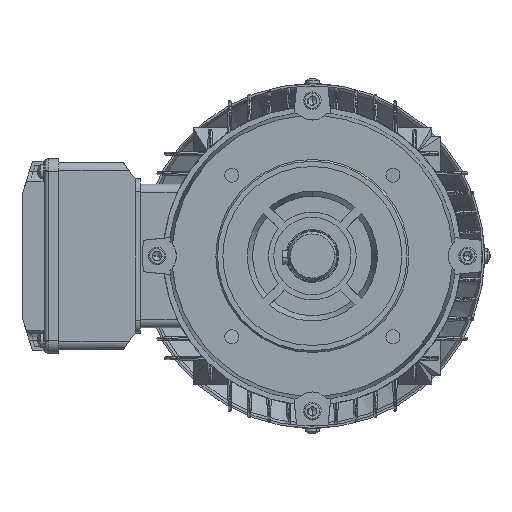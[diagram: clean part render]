
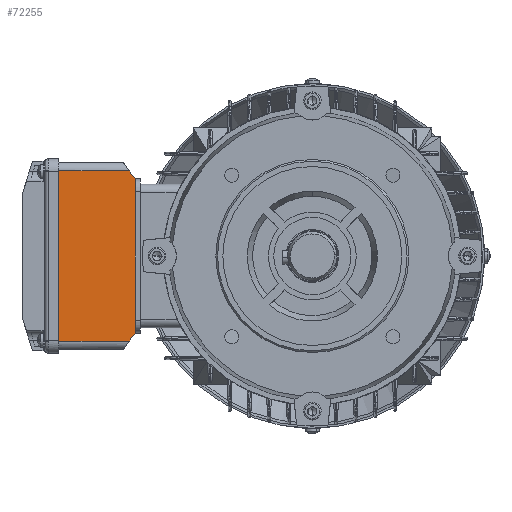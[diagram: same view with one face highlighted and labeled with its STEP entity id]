
A CAD part, left-side view. The second image highlights one B-rep face of the part: STEP entity #72255.
In plain terms, the highlighted face is planar.
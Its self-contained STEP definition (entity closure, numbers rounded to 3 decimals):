
#46542 = CARTESIAN_POINT ( 'NONE',  ( 48.5, -3.316, 68.5 ) ) ;
#46545 = DIRECTION ( 'NONE',  ( 0., 1., 0. ) ) ;
#46546 = VECTOR ( 'NONE', #46545, 1000. ) ;
#46549 = CARTESIAN_POINT ( 'NONE',  ( 48.5, -47., 68.5 ) ) ;
#46550 = LINE ( 'NONE', #46549, #46546 ) ;
#46570 = CARTESIAN_POINT ( 'NONE',  ( -48.5, -43.5, 68.5 ) ) ;
#46575 = CARTESIAN_POINT ( 'NONE',  ( 48.5, -43.5, 68.5 ) ) ;
#46576 = DIRECTION ( 'NONE',  ( -1., 0., 0. ) ) ;
#46578 = VECTOR ( 'NONE', #46576, 1000. ) ;
#46579 = CARTESIAN_POINT ( 'NONE',  ( 53.5, -43.5, 68.5 ) ) ;
#46586 = LINE ( 'NONE', #46579, #46578 ) ;
#46593 = DIRECTION ( 'NONE',  ( -1., 0., 0. ) ) ;
#46595 = DIRECTION ( 'NONE',  ( 0., 0., -1. ) ) ;
#46596 = AXIS2_PLACEMENT_3D ( 'NONE', #46602, #46595, #46593 ) ;
#46602 = CARTESIAN_POINT ( 'NONE',  ( 53.5, -47., 68.5 ) ) ;
#46605 = PLANE ( 'NONE',  #46596 ) ;
#46606 = FACE_OUTER_BOUND ( 'NONE', #72260, .T. ) ;
#46687 = CARTESIAN_POINT ( 'NONE',  ( -44., 0., 68.5 ) ) ;
#46703 = DIRECTION ( 'NONE',  ( -1., 0., 0. ) ) ;
#46705 = VECTOR ( 'NONE', #46703, 1000. ) ;
#46707 = CARTESIAN_POINT ( 'NONE',  ( 53.5, 0., 68.5 ) ) ;
#46708 = LINE ( 'NONE', #46707, #46705 ) ;
#46714 = CARTESIAN_POINT ( 'NONE',  ( 44., 0., 68.5 ) ) ;
#46726 = DIRECTION ( 'NONE',  ( -0.805, 0.593, 0. ) ) ;
#46728 = VECTOR ( 'NONE', #46726, 1000. ) ;
#46730 = CARTESIAN_POINT ( 'NONE',  ( 53.5, -7., 68.5 ) ) ;
#46731 = LINE ( 'NONE', #46730, #46728 ) ;
#46802 = DIRECTION ( 'NONE',  ( 0., -1., 0. ) ) ;
#46803 = VECTOR ( 'NONE', #46802, 1000. ) ;
#46805 = CARTESIAN_POINT ( 'NONE',  ( -48.5, -47., 68.5 ) ) ;
#46807 = LINE ( 'NONE', #46805, #46803 ) ;
#46814 = CARTESIAN_POINT ( 'NONE',  ( -48.5, -3.316, 68.5 ) ) ;
#46818 = DIRECTION ( 'NONE',  ( -0.805, -0.593, 0. ) ) ;
#46820 = VECTOR ( 'NONE', #46818, 1000. ) ;
#46822 = CARTESIAN_POINT ( 'NONE',  ( -53.5, -7., 68.5 ) ) ;
#46824 = LINE ( 'NONE', #46822, #46820 ) ;
#72255 = ADVANCED_FACE ( 'NONE', ( #46606 ), #46605, .F. ) ;
#72260 = EDGE_LOOP ( 'NONE', ( #72263, #72273, #72281, #72323, #72334, #72341 ) ) ;
#72263 = ORIENTED_EDGE ( 'NONE', *, *, #72264, .F. ) ;
#72264 = EDGE_CURVE ( 'NONE', #72267, #72271, #46586, .T. ) ;
#72267 = VERTEX_POINT ( 'NONE', #46575 ) ;
#72271 = VERTEX_POINT ( 'NONE', #46570 ) ;
#72273 = ORIENTED_EDGE ( 'NONE', *, *, #72276, .T. ) ;
#72276 = EDGE_CURVE ( 'NONE', #72267, #72277, #46550, .T. ) ;
#72277 = VERTEX_POINT ( 'NONE', #46542 ) ;
#72281 = ORIENTED_EDGE ( 'NONE', *, *, #72315, .T. ) ;
#72315 = EDGE_CURVE ( 'NONE', #72277, #72320, #46731, .T. ) ;
#72320 = VERTEX_POINT ( 'NONE', #46714 ) ;
#72323 = ORIENTED_EDGE ( 'NONE', *, *, #72324, .T. ) ;
#72324 = EDGE_CURVE ( 'NONE', #72320, #72331, #46708, .T. ) ;
#72331 = VERTEX_POINT ( 'NONE', #46687 ) ;
#72334 = ORIENTED_EDGE ( 'NONE', *, *, #72336, .T. ) ;
#72336 = EDGE_CURVE ( 'NONE', #72331, #72338, #46824, .T. ) ;
#72338 = VERTEX_POINT ( 'NONE', #46814 ) ;
#72341 = ORIENTED_EDGE ( 'NONE', *, *, #72345, .T. ) ;
#72345 = EDGE_CURVE ( 'NONE', #72338, #72271, #46807, .T. ) ;
